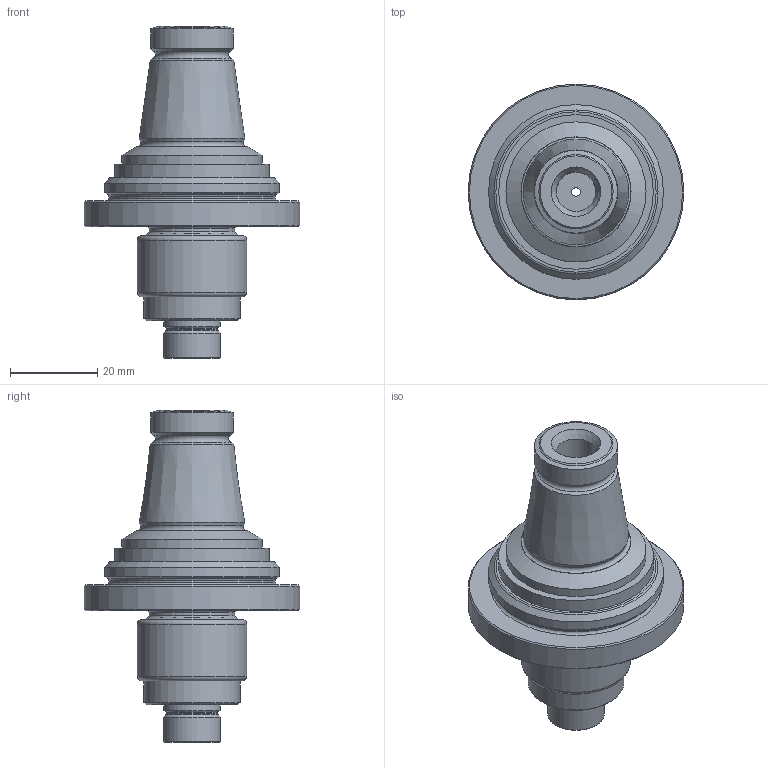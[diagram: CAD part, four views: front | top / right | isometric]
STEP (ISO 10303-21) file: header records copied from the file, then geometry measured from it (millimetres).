
FILE_DESCRIPTION(/* description */ (''),/* implementation_level */ '2;1');
FILE_NAME(/* name */ '804025115.stp',/* time_stamp */ '2023-03-17T19:53:56',/* author */ ('RJE'),/* organization */ ('REGO-FIX'),/* preprocessor_version */ ' Unknown',/* originating_system */ 'SIEMENS PLM Software Solid Edge ST10',/* authorization */ 'Unknown');
FILE_SCHEMA (('AUTOMOTIVE_DESIGN { 1 0 10303 214 2 1 1}'));
Length unit declared in the file: millimetre
Products named in the file (1): 0028436
Bounding box: 49.4 x 49.4 x 76.01 mm (x, y, z)
Volume: 41143.4 mm3; surface area: 11231.8 mm2
Topology: 1 solids, 1 shells, 57 faces, 102 edges, 57 vertices
Faces by surface type: cone 19, cylinder 14, plane 12, torus 12
Full cylindrical faces by diameter (mm): 2 x1, 7.5 x1, 9 x1, 11.8 x1, 13 x1, 19 x1, 19.5 x1, 22 x1, 25 x1, 32.08 x1, 35.4 x1, 38.1 x1, 40 x1, 49.4 x1
Entity records: 1585 total; most frequent: DIRECTION 236, CARTESIAN_POINT 175, AXIS2_PLACEMENT_3D 118, ORIENTED_EDGE 114, EDGE_LOOP 114, FACE_BOUND 114, EDGE_CURVE 57, VERTEX_POINT 57
